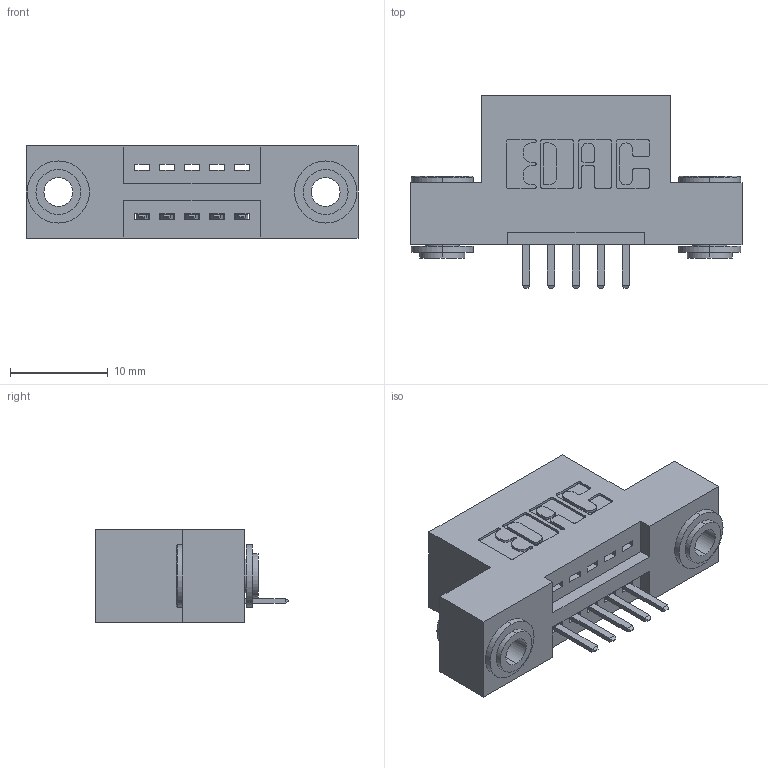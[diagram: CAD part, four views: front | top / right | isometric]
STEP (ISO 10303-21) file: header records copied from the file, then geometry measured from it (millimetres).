
FILE_DESCRIPTION (( 'STEP AP203' ), '1' );
FILE_NAME ('345-005-520-103.STEP', '2019-10-03T13:45:36', ( '' ), ( '' ), 'SwSTEP 2.0', 'SolidWorks 2016', '' );
FILE_SCHEMA (( 'CONFIG_CONTROL_DESIGN' ));
Length unit declared in the file: inch
Products named in the file (4): 345-250-002_345-250-002-102; 345-005-520-103; 345 Part_Flush Mounting Lugs - 0.156 Dia-TH; 345-292-001_345-293-120
Assembly tree (8 placements, depth 2):
  345-005-520-103
    345 Part_Flush Mounting Lugs - 0.156 Dia-TH
    345-292-001_345-293-120  x5
    345-250-002_345-250-002-102  x2
Bounding box: 33.91 x 19.68 x 9.4 mm (x, y, z)
Volume: 2922.6 mm3; surface area: 3548.5 mm2
Topology: 8 solids, 8 shells, 474 faces, 1337 edges, 874 vertices
Faces by surface type: plane 300, cylinder 166, cone 8
Entity records: 9508 total; most frequent: CARTESIAN_POINT 1638, ORIENTED_EDGE 1558, DIRECTION 1503, EDGE_CURVE 779, VECTOR 599, LINE 599, VERTEX_POINT 514, AXIS2_PLACEMENT_3D 452
